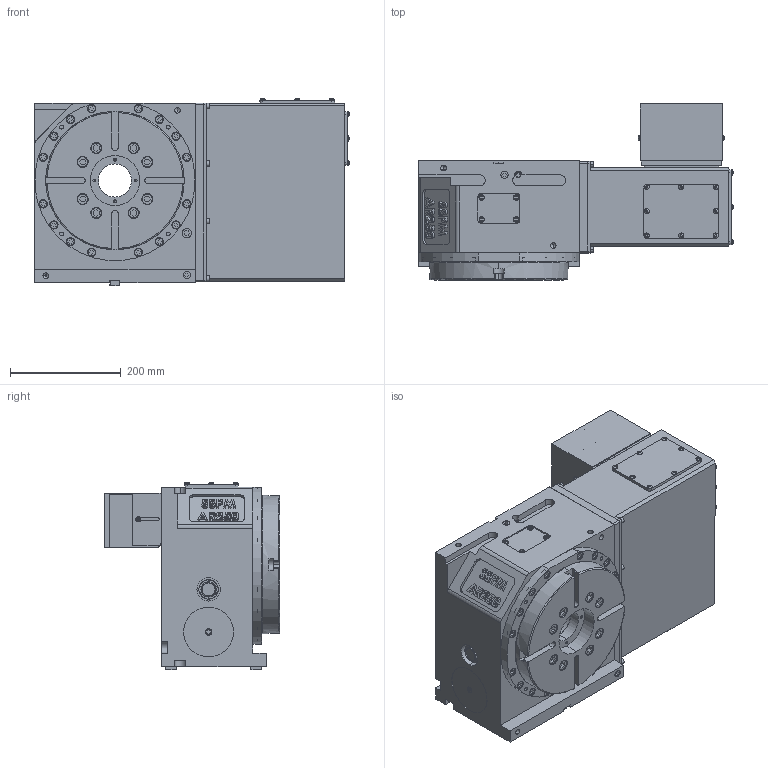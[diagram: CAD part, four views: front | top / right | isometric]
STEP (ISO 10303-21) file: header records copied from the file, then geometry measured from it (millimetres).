
FILE_DESCRIPTION (( 'STEP AP203' ), '1' );
FILE_NAME ('¥~«¬¹Ï-AR250 (RD250 (¦PRCD250 )).stp', '2025-06-26T05:39:04', ( '' ), ( '' ), 'SwSTEP 2.0', 'SolidWorks 2018', '' );
FILE_SCHEMA (( 'CONFIG_CONTROL_DESIGN' ));
Length unit declared in the file: millimetre
Products named in the file (1): ¥~«¬¹Ï-AR250 (RD250 (¦PRCD250 ))
Bounding box: 568.5 x 318 x 338.5 mm (x, y, z)
Surface area: 1055255.2 mm2 (no closed solid volume)
Topology: 0 solids, 6 shells, 1656 faces, 3977 edges, 2592 vertices
Faces by surface type: plane 964, cylinder 528, bspline 62, torus 52, cone 50
Entity records: 51857 total; most frequent: CARTESIAN_POINT 12798, DIRECTION 8071, ORIENTED_EDGE 7846, EDGE_CURVE 3929, AXIS2_PLACEMENT_3D 2733, VECTOR 2605, LINE 2605, VERTEX_POINT 2592
